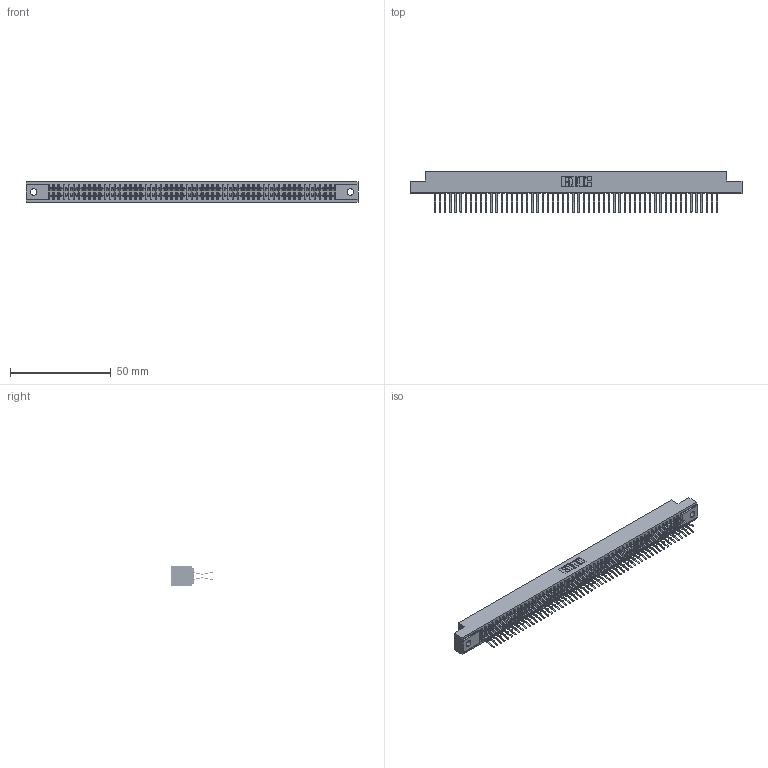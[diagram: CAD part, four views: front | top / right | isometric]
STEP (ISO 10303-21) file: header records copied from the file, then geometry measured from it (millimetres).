
FILE_DESCRIPTION (( 'STEP AP203' ), '1' );
FILE_NAME ('341-112-560-202.STEP', '2018-08-08T13:18:50', ( '' ), ( '' ), 'SwSTEP 2.0', 'SolidWorks 2016', '' );
FILE_SCHEMA (( 'CONFIG_CONTROL_DESIGN' ));
Length unit declared in the file: inch
Products named in the file (3): 341 Part_.128 (3.25) Dia Mounting Holes; 341-292-001_341-292-160; 341-112-560-202
Assembly tree (113 placements, depth 2):
  341-112-560-202
    341 Part_.128 (3.25) Dia Mounting Holes
    341-292-001_341-292-160  x112
Bounding box: 164.47 x 20.37 x 10.16 mm (x, y, z)
Volume: 12228.4 mm3; surface area: 22727 mm2
Topology: 113 solids, 113 shells, 7956 faces, 23108 edges, 14990 vertices
Faces by surface type: plane 4548, cylinder 3184, sphere 114, torus 110
Entity records: 66049 total; most frequent: CARTESIAN_POINT 10980, ORIENTED_EDGE 10912, DIRECTION 10650, EDGE_CURVE 5456, LINE 4418, VECTOR 4418, VERTEX_POINT 3446, AXIS2_PLACEMENT_3D 3116
